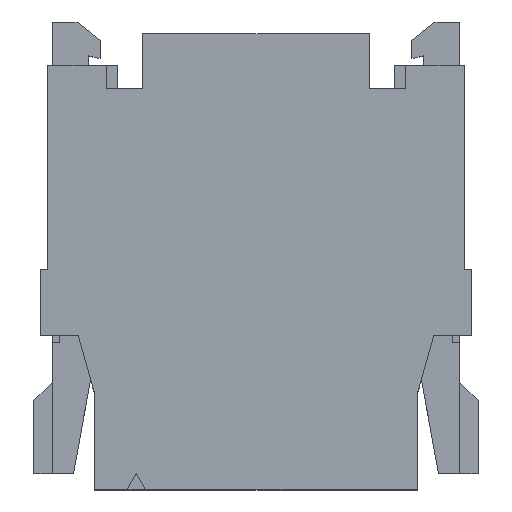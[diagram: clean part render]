
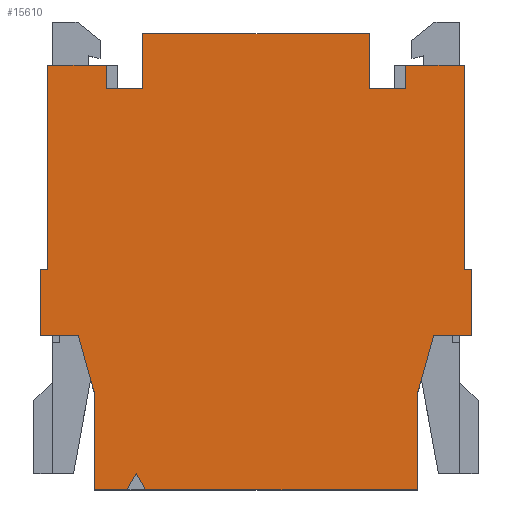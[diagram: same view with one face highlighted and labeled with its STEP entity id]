
A CAD part, top view. The second image highlights one B-rep face of the part: STEP entity #15610.
In plain terms, the highlighted planar face has unit normal (0, 0, 1).
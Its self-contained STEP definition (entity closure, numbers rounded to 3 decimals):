
#9010=CARTESIAN_POINT('',(-5.136,112.076,
38.111));
#9020=DIRECTION('',(0.,1.,0.));
#9030=VECTOR('',#9020,1.);
#9040=LINE('',#9010,#9030);
#9050=CARTESIAN_POINT('',(-5.136,106.376,
38.111));
#9060=VERTEX_POINT('',#9050);
#9070=CARTESIAN_POINT('',(-5.136,115.126,
38.111));
#9080=VERTEX_POINT('',#9070);
#9090=EDGE_CURVE('',#9060,#9080,#9040,.T.);
#9940=CARTESIAN_POINT('',(-2.636,115.126,
38.111));
#9950=VERTEX_POINT('',#9940);
#9980=CARTESIAN_POINT('',(7.764,115.126,
38.111));
#9990=DIRECTION('',(1.,0.,0.));
#10000=VECTOR('',#9990,1.);
#10010=LINE('',#9980,#10000);
#10020=EDGE_CURVE('',#9080,#9950,#10010,.T.);
#13700=CARTESIAN_POINT('',(3.764,106.601,
38.111));
#13710=DIRECTION('',(0.,0.,1.));
#13720=DIRECTION('',(1.,0.,0.));
#13730=AXIS2_PLACEMENT_3D('',#13700,#13710,#13720);
#13740=PLANE('',#13730);
#13750=ORIENTED_EDGE('',*,*,#10020,.F.);
#13760=CARTESIAN_POINT('',(-2.636,112.076,
38.111));
#13770=DIRECTION('',(0.,-1.,0.));
#13780=VECTOR('',#13770,1.);
#13790=LINE('',#13760,#13780);
#13800=CARTESIAN_POINT('',(-2.636,114.126,
38.111));
#13810=VERTEX_POINT('',#13800);
#13820=EDGE_CURVE('',#9950,#13810,#13790,.T.);
#13830=ORIENTED_EDGE('',*,*,#13820,.F.);
#13840=CARTESIAN_POINT('',(-1.086,114.126,
38.111));
#13850=DIRECTION('',(-1.,0.,0.));
#13860=VECTOR('',#13850,1.);
#13870=LINE('',#13840,#13860);
#13880=CARTESIAN_POINT('',(-1.086,114.126,
38.111));
#13890=VERTEX_POINT('',#13880);
#13900=EDGE_CURVE('',#13890,#13810,#13870,.T.);
#13910=ORIENTED_EDGE('',*,*,#13900,.T.);
#13920=CARTESIAN_POINT('',(-1.086,116.476,
38.111));
#13930=DIRECTION('',(0.,-1.,0.));
#13940=VECTOR('',#13930,1.);
#13950=LINE('',#13920,#13940);
#13960=CARTESIAN_POINT('',(-1.086,116.476,
38.111));
#13970=VERTEX_POINT('',#13960);
#13980=EDGE_CURVE('',#13970,#13890,#13950,.T.);
#13990=ORIENTED_EDGE('',*,*,#13980,.T.);
#14000=CARTESIAN_POINT('',(-1.086,116.476,
38.111));
#14010=DIRECTION('',(1.,0.,0.));
#14020=VECTOR('',#14010,1.);
#14030=LINE('',#14000,#14020);
#14040=CARTESIAN_POINT('',(8.614,116.476,
38.111));
#14050=VERTEX_POINT('',#14040);
#14060=EDGE_CURVE('',#13970,#14050,#14030,.T.);
#14070=ORIENTED_EDGE('',*,*,#14060,.F.);
#14080=CARTESIAN_POINT('',(8.614,116.476,
38.111));
#14090=DIRECTION('',(0.,-1.,0.));
#14100=VECTOR('',#14090,1.);
#14110=LINE('',#14080,#14100);
#14120=CARTESIAN_POINT('',(8.614,114.126,
38.111));
#14130=VERTEX_POINT('',#14120);
#14140=EDGE_CURVE('',#14050,#14130,#14110,.T.);
#14150=ORIENTED_EDGE('',*,*,#14140,.F.);
#14160=CARTESIAN_POINT('',(8.614,114.126,
38.111));
#14170=DIRECTION('',(1.,0.,0.));
#14180=VECTOR('',#14170,1.);
#14190=LINE('',#14160,#14180);
#14200=CARTESIAN_POINT('',(10.164,114.126,
38.111));
#14210=VERTEX_POINT('',#14200);
#14220=EDGE_CURVE('',#14130,#14210,#14190,.T.);
#14230=ORIENTED_EDGE('',*,*,#14220,.F.);
#14240=CARTESIAN_POINT('',(10.164,112.076,
38.111));
#14250=DIRECTION('',(0.,-1.,0.));
#14260=VECTOR('',#14250,1.);
#14270=LINE('',#14240,#14260);
#14280=CARTESIAN_POINT('',(10.164,115.126,
38.111));
#14290=VERTEX_POINT('',#14280);
#14300=EDGE_CURVE('',#14290,#14210,#14270,.T.);
#14310=ORIENTED_EDGE('',*,*,#14300,.T.);
#14320=CARTESIAN_POINT('',(-0.236,115.126,
38.111));
#14330=DIRECTION('',(-1.,0.,0.));
#14340=VECTOR('',#14330,1.);
#14350=LINE('',#14320,#14340);
#14360=CARTESIAN_POINT('',(12.664,115.126,
38.111));
#14370=VERTEX_POINT('',#14360);
#14380=EDGE_CURVE('',#14370,#14290,#14350,.T.);
#14390=ORIENTED_EDGE('',*,*,#14380,.T.);
#14400=CARTESIAN_POINT('',(12.664,112.076,
38.111));
#14410=DIRECTION('',(0.,1.,0.));
#14420=VECTOR('',#14410,1.);
#14430=LINE('',#14400,#14420);
#14440=CARTESIAN_POINT('',(12.664,106.376,
38.111));
#14450=VERTEX_POINT('',#14440);
#14460=EDGE_CURVE('',#14450,#14370,#14430,.T.);
#14470=ORIENTED_EDGE('',*,*,#14460,.T.);
#14480=CARTESIAN_POINT('',(-0.236,106.376,
38.111));
#14490=DIRECTION('',(-1.,0.,0.));
#14500=VECTOR('',#14490,1.);
#14510=LINE('',#14480,#14500);
#14520=CARTESIAN_POINT('',(12.964,106.376,
38.111));
#14530=VERTEX_POINT('',#14520);
#14540=EDGE_CURVE('',#14530,#14450,#14510,.T.);
#14550=ORIENTED_EDGE('',*,*,#14540,.T.);
#14560=CARTESIAN_POINT('',(12.964,112.076,
38.111));
#14570=DIRECTION('',(0.,1.,0.));
#14580=VECTOR('',#14570,1.);
#14590=LINE('',#14560,#14580);
#14600=CARTESIAN_POINT('',(12.964,103.576,
38.111));
#14610=VERTEX_POINT('',#14600);
#14620=EDGE_CURVE('',#14610,#14530,#14590,.T.);
#14630=ORIENTED_EDGE('',*,*,#14620,.T.);
#14640=CARTESIAN_POINT('',(-0.236,103.576,
38.111));
#14650=DIRECTION('',(-1.,0.,0.));
#14660=VECTOR('',#14650,1.);
#14670=LINE('',#14640,#14660);
#14680=CARTESIAN_POINT('',(11.364,103.576,
38.111));
#14690=VERTEX_POINT('',#14680);
#14700=EDGE_CURVE('',#14610,#14690,#14670,.T.);
#14710=ORIENTED_EDGE('',*,*,#14700,.F.);
#14720=CARTESIAN_POINT('',(13.716,111.976,
38.111));
#14730=DIRECTION('',(0.27,0.963,0.));
#14740=VECTOR('',#14730,1.);
#14750=LINE('',#14720,#14740);
#14760=CARTESIAN_POINT('',(10.664,101.076,
38.111));
#14770=VERTEX_POINT('',#14760);
#14780=EDGE_CURVE('',#14770,#14690,#14750,.T.);
#14790=ORIENTED_EDGE('',*,*,#14780,.T.);
#14800=CARTESIAN_POINT('',(10.664,103.576,
38.111));
#14810=DIRECTION('',(0.,-1.,0.));
#14820=VECTOR('',#14810,1.);
#14830=LINE('',#14800,#14820);
#14840=CARTESIAN_POINT('',(10.664,96.976,
38.111));
#14850=VERTEX_POINT('',#14840);
#14860=EDGE_CURVE('',#14770,#14850,#14830,.T.);
#14870=ORIENTED_EDGE('',*,*,#14860,.F.);
#14880=CARTESIAN_POINT('',(1.714,96.976,
38.111));
#14890=DIRECTION('',(-1.,0.,0.));
#14900=VECTOR('',#14890,1.);
#14910=LINE('',#14880,#14900);
#14920=CARTESIAN_POINT('',(-0.956,96.976,
38.111));
#14930=VERTEX_POINT('',#14920);
#14940=EDGE_CURVE('',#14850,#14930,#14910,.T.);
#14950=ORIENTED_EDGE('',*,*,#14940,.F.);
#14960=CARTESIAN_POINT('',(-9.674,112.076,
38.111));
#14970=DIRECTION('',(0.5,-0.866,0.));
#14980=VECTOR('',#14970,1.);
#14990=LINE('',#14960,#14980);
#15000=CARTESIAN_POINT('',(-1.356,97.669,
38.111));
#15010=VERTEX_POINT('',#15000);
#15020=EDGE_CURVE('',#15010,#14930,#14990,.T.);
#15030=ORIENTED_EDGE('',*,*,#15020,.T.);
#15040=CARTESIAN_POINT('',(6.962,112.076,
38.111));
#15050=DIRECTION('',(0.5,0.866,0.));
#15060=VECTOR('',#15050,1.);
#15070=LINE('',#15040,#15060);
#15080=CARTESIAN_POINT('',(-1.756,96.976,
38.111));
#15090=VERTEX_POINT('',#15080);
#15100=EDGE_CURVE('',#15090,#15010,#15070,.T.);
#15110=ORIENTED_EDGE('',*,*,#15100,.T.);
#15120=CARTESIAN_POINT('',(5.814,96.976,
38.111));
#15130=DIRECTION('',(1.,0.,0.));
#15140=VECTOR('',#15130,1.);
#15150=LINE('',#15120,#15140);
#15160=CARTESIAN_POINT('',(-3.136,96.976,
38.111));
#15170=VERTEX_POINT('',#15160);
#15180=EDGE_CURVE('',#15170,#15090,#15150,.T.);
#15190=ORIENTED_EDGE('',*,*,#15180,.T.);
#15200=CARTESIAN_POINT('',(-3.136,103.576,
38.111));
#15210=DIRECTION('',(0.,-1.,0.));
#15220=VECTOR('',#15210,1.);
#15230=LINE('',#15200,#15220);
#15240=CARTESIAN_POINT('',(-3.136,101.076,
38.111));
#15250=VERTEX_POINT('',#15240);
#15260=EDGE_CURVE('',#15250,#15170,#15230,.T.);
#15270=ORIENTED_EDGE('',*,*,#15260,.T.);
#15280=CARTESIAN_POINT('',(-6.188,111.976,
38.111));
#15290=DIRECTION('',(-0.27,0.963,0.));
#15300=VECTOR('',#15290,1.);
#15310=LINE('',#15280,#15300);
#15320=CARTESIAN_POINT('',(-3.836,103.576,
38.111));
#15330=VERTEX_POINT('',#15320);
#15340=EDGE_CURVE('',#15250,#15330,#15310,.T.);
#15350=ORIENTED_EDGE('',*,*,#15340,.F.);
#15360=CARTESIAN_POINT('',(7.764,103.576,
38.111));
#15370=DIRECTION('',(1.,0.,0.));
#15380=VECTOR('',#15370,1.);
#15390=LINE('',#15360,#15380);
#15400=CARTESIAN_POINT('',(-5.436,103.576,
38.111));
#15410=VERTEX_POINT('',#15400);
#15420=EDGE_CURVE('',#15410,#15330,#15390,.T.);
#15430=ORIENTED_EDGE('',*,*,#15420,.T.);
#15440=CARTESIAN_POINT('',(-5.436,112.076,
38.111));
#15450=DIRECTION('',(0.,1.,0.));
#15460=VECTOR('',#15450,1.);
#15470=LINE('',#15440,#15460);
#15480=CARTESIAN_POINT('',(-5.436,106.376,
38.111));
#15490=VERTEX_POINT('',#15480);
#15500=EDGE_CURVE('',#15410,#15490,#15470,.T.);
#15510=ORIENTED_EDGE('',*,*,#15500,.F.);
#15520=CARTESIAN_POINT('',(7.764,106.376,
38.111));
#15530=DIRECTION('',(1.,0.,0.));
#15540=VECTOR('',#15530,1.);
#15550=LINE('',#15520,#15540);
#15560=EDGE_CURVE('',#15490,#9060,#15550,.T.);
#15570=ORIENTED_EDGE('',*,*,#15560,.F.);
#15580=ORIENTED_EDGE('',*,*,#9090,.F.);
#15590=EDGE_LOOP('',(#15580,#15570,#15510,#15430,#15350,#15270,#15190,
#15110,#15030,#14950,#14870,#14790,#14710,#14630,#14550,#14470,#14390,
#14310,#14230,#14150,#14070,#13990,#13910,#13830,#13750));
#15600=FACE_OUTER_BOUND('',#15590,.T.);
#15610=ADVANCED_FACE('',(#15600),#13740,.T.);
